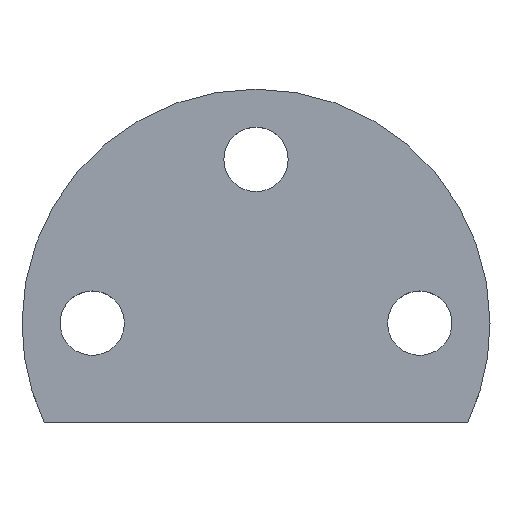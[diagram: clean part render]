
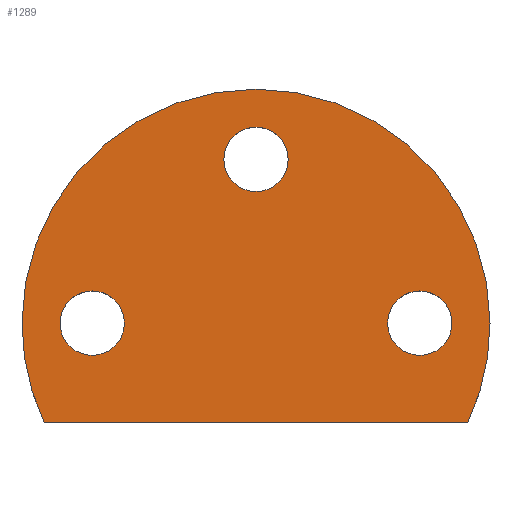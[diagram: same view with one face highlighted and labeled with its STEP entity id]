
A CAD part, top view. The second image highlights one B-rep face of the part: STEP entity #1289.
In plain terms, the highlighted planar face has unit normal (0, 0, 1).
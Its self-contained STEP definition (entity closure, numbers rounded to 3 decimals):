
#477=VERTEX_POINT('',#1359);
#617=VERTEX_POINT('',#1519);
#619=EDGE_CURVE('',#983,#783,#1521,.T.);
#669=VERTEX_POINT('',#1578);
#743=VERTEX_POINT('',#1664);
#761=VERTEX_POINT('',#1683);
#783=VERTEX_POINT('',#1707);
#785=VERTEX_POINT('',#1709);
#865=EDGE_CURVE('',#1219,#761,#1798,.T.);
#883=EDGE_CURVE('',#761,#743,#1819,.T.);
#915=EDGE_CURVE('',#477,#669,#1852,.T.);
#945=EDGE_CURVE('',#783,#983,#1886,.T.);
#963=EDGE_CURVE('',#785,#1059,#1905,.T.);
#983=VERTEX_POINT('',#1927);
#1011=EDGE_CURVE('',#743,#617,#1957,.T.);
#1059=VERTEX_POINT('',#2013);
#1117=EDGE_CURVE('',#1059,#785,#2078,.T.);
#1193=EDGE_CURVE('',#1219,#617,#2162,.T.);
#1219=VERTEX_POINT('',#2195);
#1251=EDGE_CURVE('',#669,#477,#2231,.T.);
#1289=ADVANCED_FACE('',(#2270,#2271,#2272,#2273),#2274,.T.);
#1359=CARTESIAN_POINT('',(-33.5,0.,0.));
#1519=CARTESIAN_POINT('',(36.208,-17.0,0.));
#1521=CIRCLE('',#2627,5.5);
#1578=CARTESIAN_POINT('',(-22.5,0.0,0.));
#1664=CARTESIAN_POINT('',(40.0,0.,0.));
#1683=CARTESIAN_POINT('',(-40.0,0.,0.));
#1707=CARTESIAN_POINT('',(-5.5,28.0,0.));
#1709=CARTESIAN_POINT('',(22.5,0.,0.));
#1798=CIRCLE('',#3061,40.0);
#1819=CIRCLE('',#3088,40.0);
#1852=CIRCLE('',#3152,5.5);
#1886=CIRCLE('',#3203,5.5);
#1905=CIRCLE('',#3247,5.5);
#1927=CARTESIAN_POINT('',(5.5,28.0,0.));
#1957=CIRCLE('',#3333,40.0);
#2013=CARTESIAN_POINT('',(33.5,0.0,0.));
#2078=CIRCLE('',#3568,5.5);
#2162=LINE('',#3731,#3732);
#2195=CARTESIAN_POINT('',(-36.208,-17.0,0.));
#2231=CIRCLE('',#3843,5.5);
#2270=FACE_OUTER_BOUND('',#3955,.T.);
#2271=FACE_BOUND('',#3956,.T.);
#2272=FACE_BOUND('',#3957,.T.);
#2273=FACE_BOUND('',#3958,.T.);
#2274=PLANE('',#3959);
#2627=AXIS2_PLACEMENT_3D('',#4226,#4227,#4228);
#3061=AXIS2_PLACEMENT_3D('',#4562,#4563,#4564);
#3088=AXIS2_PLACEMENT_3D('',#4591,#4592,#4593);
#3152=AXIS2_PLACEMENT_3D('',#4623,#4624,#4625);
#3203=AXIS2_PLACEMENT_3D('',#4665,#4666,#4667);
#3247=AXIS2_PLACEMENT_3D('',#4677,#4678,#4679);
#3333=AXIS2_PLACEMENT_3D('',#4729,#4730,#4731);
#3568=AXIS2_PLACEMENT_3D('',#4870,#4871,#4872);
#3731=CARTESIAN_POINT('',(8.104,-17.0,0.));
#3732=VECTOR('',#4971,1.0);
#3843=AXIS2_PLACEMENT_3D('',#5072,#5073,#5074);
#3955=EDGE_LOOP('',(#5096,#5097,#5098,#5099));
#3956=EDGE_LOOP('',(#5100,#5101));
#3957=EDGE_LOOP('',(#5102,#5103));
#3958=EDGE_LOOP('',(#5104,#5105));
#3959=AXIS2_PLACEMENT_3D('',#5106,#5107,#5108);
#4226=CARTESIAN_POINT('',(0.,28.0,0.));
#4227=DIRECTION('',(0.0,0.0,-1.0));
#4228=DIRECTION('',(1.0,0.0,0.0));
#4562=CARTESIAN_POINT('',(0.0,0.,0.));
#4563=DIRECTION('',(0.0,0.0,-1.0));
#4564=DIRECTION('',(-1.0,0.,0.0));
#4591=CARTESIAN_POINT('',(0.0,0.,0.));
#4592=DIRECTION('',(0.0,0.0,-1.0));
#4593=DIRECTION('',(-1.0,0.,0.0));
#4623=CARTESIAN_POINT('',(-28.0,0.,0.));
#4624=DIRECTION('',(0.0,0.0,-1.0));
#4625=DIRECTION('',(1.0,0.0,0.0));
#4665=CARTESIAN_POINT('',(0.,28.0,0.));
#4666=DIRECTION('',(0.0,0.0,-1.0));
#4667=DIRECTION('',(1.0,0.0,0.0));
#4677=CARTESIAN_POINT('',(28.0,0.,0.));
#4678=DIRECTION('',(0.0,0.0,-1.0));
#4679=DIRECTION('',(1.0,0.0,0.0));
#4729=CARTESIAN_POINT('',(0.0,0.,0.));
#4730=DIRECTION('',(0.0,0.0,-1.0));
#4731=DIRECTION('',(-1.0,0.,0.0));
#4870=CARTESIAN_POINT('',(28.0,0.,0.));
#4871=DIRECTION('',(0.0,0.0,-1.0));
#4872=DIRECTION('',(1.0,0.0,0.0));
#4971=DIRECTION('',(1.0,0.,0.0));
#5072=CARTESIAN_POINT('',(-28.0,0.,0.));
#5073=DIRECTION('',(0.0,0.0,-1.0));
#5074=DIRECTION('',(1.0,0.0,0.0));
#5096=ORIENTED_EDGE('',*,*,#1193,.T.);
#5097=ORIENTED_EDGE('',*,*,#1011,.F.);
#5098=ORIENTED_EDGE('',*,*,#883,.F.);
#5099=ORIENTED_EDGE('',*,*,#865,.F.);
#5100=ORIENTED_EDGE('',*,*,#1117,.T.);
#5101=ORIENTED_EDGE('',*,*,#963,.T.);
#5102=ORIENTED_EDGE('',*,*,#619,.T.);
#5103=ORIENTED_EDGE('',*,*,#945,.T.);
#5104=ORIENTED_EDGE('',*,*,#1251,.T.);
#5105=ORIENTED_EDGE('',*,*,#915,.T.);
#5106=CARTESIAN_POINT('',(-20.0,0.,0.));
#5107=DIRECTION('',(0.0,0.0,1.0));
#5108=DIRECTION('',(-1.0,0.,0.0));
